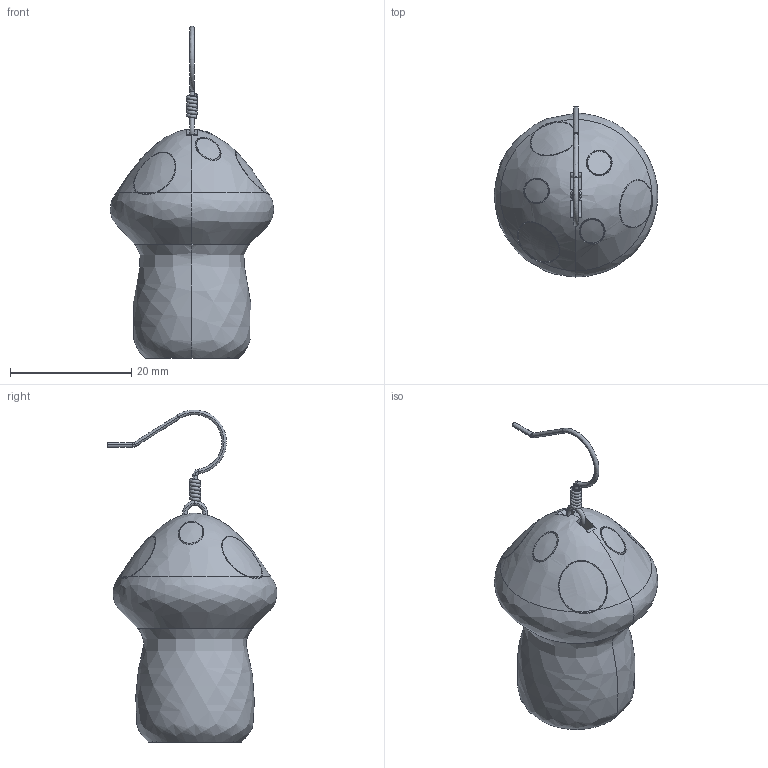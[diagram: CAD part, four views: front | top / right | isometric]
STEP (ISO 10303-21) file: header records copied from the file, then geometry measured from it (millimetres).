
FILE_DESCRIPTION(('FreeCAD Model'),'2;1');
FILE_NAME('Open CASCADE Shape Model','2025-04-27T17:49:07',('FreeCAD'),( 'FreeCAD'),'Open CASCADE STEP processor 7.6','FreeCAD','Unknown');
FILE_SCHEMA(('AUTOMOTIVE_DESIGN { 1 0 10303 214 1 1 1 1 }'));
Length unit declared in the file: millimetre
Products named in the file (1): Open CASCADE STEP translator 7.6 1
Bounding box: 26.99 x 27.98 x 54.71 mm (x, y, z)
Volume: 11486.2 mm3; surface area: 5717.2 mm2
Topology: 6 solids, 6 shells, 104 faces, 260 edges, 162 vertices
Faces by surface type: bspline 104
Entity records: 7700 total; most frequent: CARTESIAN_POINT 6248, ORIENTED_EDGE 504, EDGE_CURVE 252, VERTEX_POINT 162, B_SPLINE_CURVE_WITH_KNOTS 151, FACE_BOUND 116, EDGE_LOOP 116, ADVANCED_FACE 104
